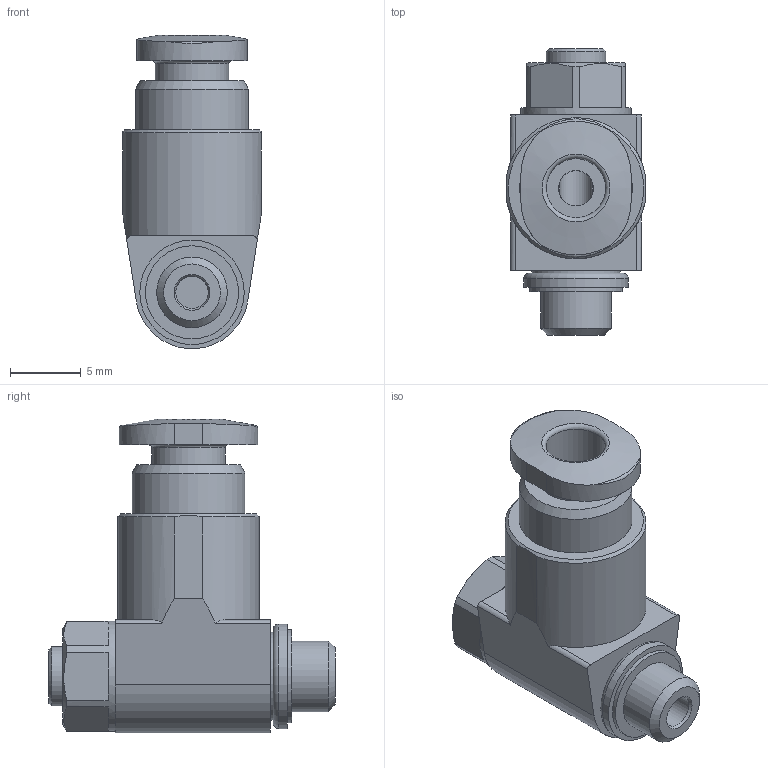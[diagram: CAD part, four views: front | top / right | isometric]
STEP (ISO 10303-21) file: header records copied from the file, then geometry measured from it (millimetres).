
FILE_DESCRIPTION(/* description */ ('STEP AP214'),/* implementation_level */ '2;1');
FILE_NAME(/* name */ '175056_GRLA-M5-QS-4-LF-C',/* time_stamp */ '2024-08-28T21:49:23+02:00',/* author */ ('License CC BY-ND 4.0'),/* organization */ ('CADENAS'),/* preprocessor_version */ 'ST-DEVELOPER v19.3',/* originating_system */ 'PARTsolutions',/* authorisation */ ' ');
FILE_SCHEMA (('AUTOMOTIVE_DESIGN {1 0 10303 214 3 1 1}'));
Length unit declared in the file: millimetre
Products named in the file (1): 175056 GRLA-M5-QS-4-LF-C---(0)
Bounding box: 9.8 x 20.3 x 22.19 mm (x, y, z)
Volume: 1591.9 mm3; surface area: 1408.1 mm2
Topology: 1 solids, 1 shells, 75 faces, 178 edges, 116 vertices
Faces by surface type: plane 40, cylinder 21, cone 9, torus 5
Full cylindrical faces by diameter (mm): 2.3 x1, 2.5 x1, 3.2 x1, 4.2 x2, 5 x1, 5.2 x1, 6.25 x1, 6.6 x1, 7.4 x1, 7.8 x1, 8 x1
Entity records: 2605 total; most frequent: CARTESIAN_POINT 440, DIRECTION 340, ORIENTED_EDGE 296, EDGE_CURVE 148, AXIS2_PLACEMENT_3D 144, EDGE_LOOP 112, FACE_BOUND 112, VERTEX_POINT 110
